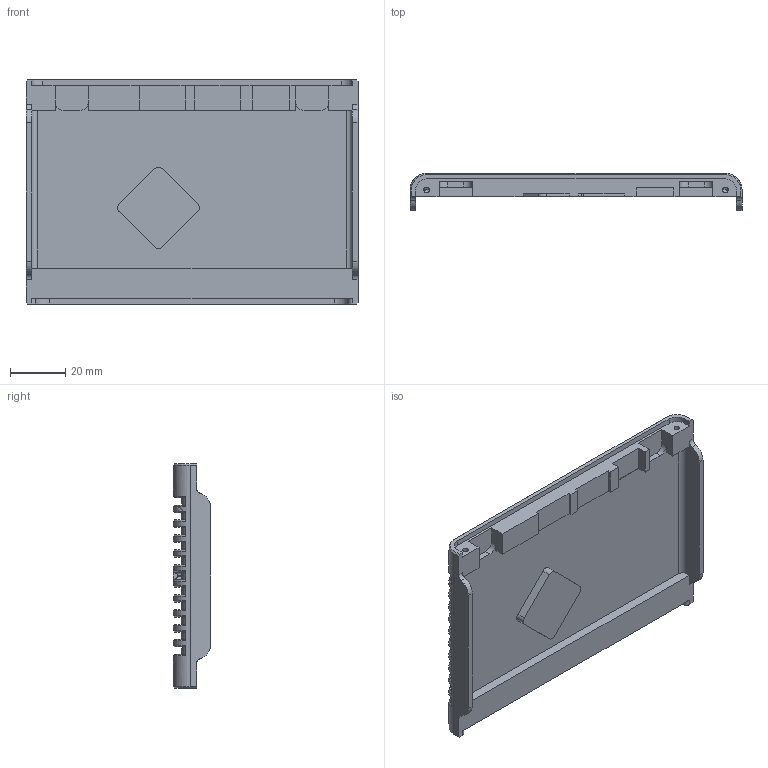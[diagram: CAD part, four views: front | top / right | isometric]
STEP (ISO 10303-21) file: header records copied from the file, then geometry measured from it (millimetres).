
FILE_DESCRIPTION (( 'STEP AP203' ), '1' );
FILE_NAME ('奻褲.STEP', '2023-07-28T03:56:59', ( '' ), ( '' ), 'SwSTEP 2.0', 'SolidWorks 2022', '' );
FILE_SCHEMA (( 'CONFIG_CONTROL_DESIGN' ));
Length unit declared in the file: millimetre
Products named in the file (1): 上壳
Bounding box: 120 x 13.4 x 81 mm (x, y, z)
Volume: 45526.1 mm3; surface area: 31613.8 mm2
Topology: 1 solids, 1 shells, 577 faces, 1608 edges, 1048 vertices
Faces by surface type: plane 260, cylinder 138, bspline 123, cone 56
Entity records: 19361 total; most frequent: CARTESIAN_POINT 5141, ORIENTED_EDGE 3200, DIRECTION 2580, EDGE_CURVE 1600, VERTEX_POINT 1048, LINE 942, VECTOR 942, AXIS2_PLACEMENT_3D 819
